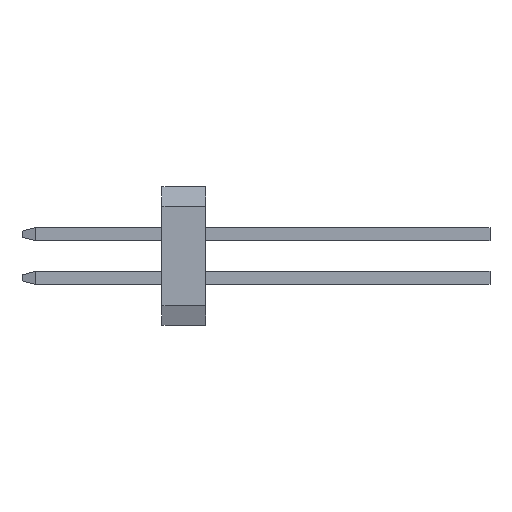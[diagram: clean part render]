
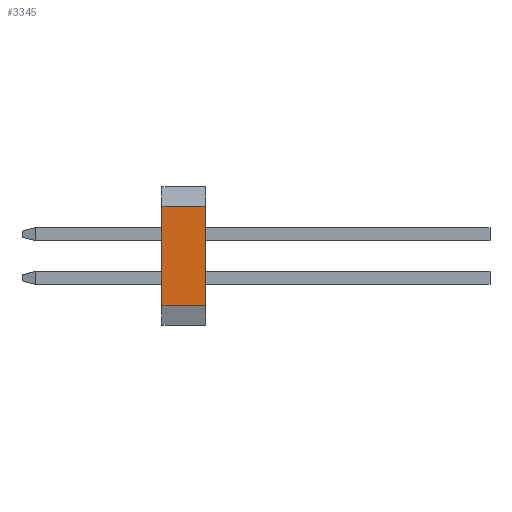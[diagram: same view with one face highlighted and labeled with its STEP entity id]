
A CAD part, left-side view. The second image highlights one B-rep face of the part: STEP entity #3345.
In plain terms, the highlighted planar face has unit normal (-1, 0, 0).
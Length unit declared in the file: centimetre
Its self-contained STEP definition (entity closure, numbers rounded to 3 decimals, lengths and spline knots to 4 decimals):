
#219=FACE_OUTER_BOUND('',#425,.T.);
#425=EDGE_LOOP('',(#2967,#2968,#2969,#2970));
#789=LINE('',#5109,#1241);
#811=LINE('',#5153,#1263);
#877=LINE('',#5284,#1329);
#878=LINE('',#5286,#1330);
#1241=VECTOR('',#4181,0.227);
#1263=VECTOR('',#4219,0.227);
#1329=VECTOR('',#4355,0.1);
#1330=VECTOR('',#4358,0.1);
#1573=VERTEX_POINT('',#5106);
#1574=VERTEX_POINT('',#5108);
#1587=VERTEX_POINT('',#5150);
#1588=VERTEX_POINT('',#5152);
#1981=EDGE_CURVE('',#1574,#1573,#789,.T.);
#2003=EDGE_CURVE('',#1587,#1588,#811,.T.);
#2069=EDGE_CURVE('',#1573,#1588,#877,.T.);
#2070=EDGE_CURVE('',#1574,#1587,#878,.T.);
#2967=ORIENTED_EDGE('',*,*,#2070,.F.);
#2968=ORIENTED_EDGE('',*,*,#1981,.T.);
#2969=ORIENTED_EDGE('',*,*,#2069,.T.);
#2970=ORIENTED_EDGE('',*,*,#2003,.F.);
#3159=PLANE('',#3533);
#3345=ADVANCED_FACE('',(#219),#3159,.T.);
#3533=AXIS2_PLACEMENT_3D('',#5285,#4356,#4357);
#4181=DIRECTION('',(0.,0.,1.));
#4219=DIRECTION('',(0.,0.,1.));
#4355=DIRECTION('',(0.,1.,0.));
#4356=DIRECTION('center_axis',(-1.,0.,0.));
#4357=DIRECTION('ref_axis',(0.,0.,1.));
#4358=DIRECTION('',(0.,1.,0.));
#5106=CARTESIAN_POINT('',(-0.25,0.,0.1135));
#5108=CARTESIAN_POINT('',(-0.25,0.,-0.1135));
#5109=CARTESIAN_POINT('',(-0.25,0.,-0.1135));
#5150=CARTESIAN_POINT('',(-0.25,0.1,-0.1135));
#5152=CARTESIAN_POINT('',(-0.25,0.1,0.1135));
#5153=CARTESIAN_POINT('',(-0.25,0.1,-0.1135));
#5284=CARTESIAN_POINT('',(-0.25,0.,0.1135));
#5285=CARTESIAN_POINT('Origin',(-0.25,0.,-0.1585));
#5286=CARTESIAN_POINT('',(-0.25,0.,-0.1135));
